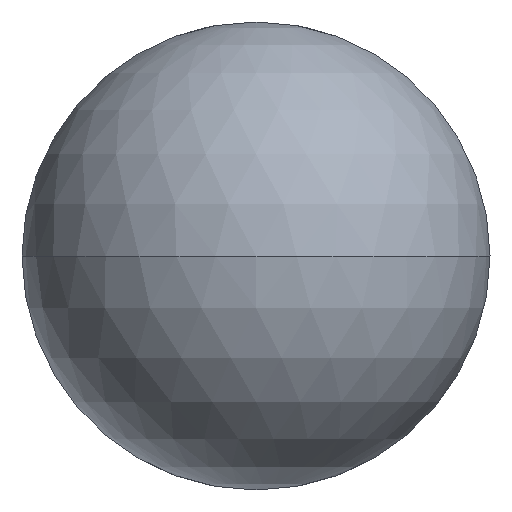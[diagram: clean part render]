
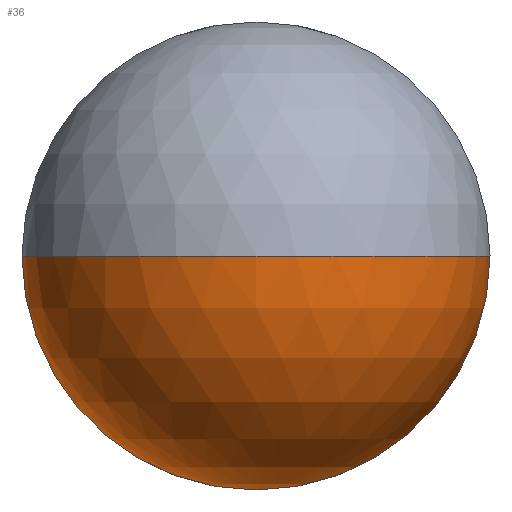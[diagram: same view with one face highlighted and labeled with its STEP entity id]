
A CAD part, front view. The second image highlights one B-rep face of the part: STEP entity #36.
In plain terms, the highlighted spherical face has radius 1.587 mm.
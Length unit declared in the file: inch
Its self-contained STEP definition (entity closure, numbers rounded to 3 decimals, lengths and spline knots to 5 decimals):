
#1 = DIRECTION ( 'NONE',  ( 0., 0., -1. ) ) ;
#5 = DIRECTION ( 'NONE',  ( 0., 0., -1. ) ) ;
#24 = CIRCLE ( 'NONE', #327, 0.0625 ) ;
#27 = EDGE_CURVE ( 'NONE', #60, #147, #248, .T. ) ;
#36 = ADVANCED_FACE ( 'NONE', ( #80 ), #375, .T. ) ;
#38 = DIRECTION ( 'NONE',  ( 0., 0., -1. ) ) ;
#44 = DIRECTION ( 'NONE',  ( 0., -1., 0. ) ) ;
#48 = AXIS2_PLACEMENT_3D ( 'NONE', #92, #1, #459 ) ;
#57 = ORIENTED_EDGE ( 'NONE', *, *, #391, .F. ) ;
#60 = VERTEX_POINT ( 'NONE', #89 ) ;
#63 = ORIENTED_EDGE ( 'NONE', *, *, #27, .T. ) ;
#77 = CIRCLE ( 'NONE', #262, 0.0625 ) ;
#80 = FACE_OUTER_BOUND ( 'NONE', #305, .T. ) ;
#89 = CARTESIAN_POINT ( 'NONE',  ( 0.0625, 0.0625, 0. ) ) ;
#92 = CARTESIAN_POINT ( 'NONE',  ( 0., 0.0625, 0. ) ) ;
#147 = VERTEX_POINT ( 'NONE', #492 ) ;
#162 = DIRECTION ( 'NONE',  ( -1., 0., 0. ) ) ;
#163 = CARTESIAN_POINT ( 'NONE',  ( 0., 0.0625, 0. ) ) ;
#167 = AXIS2_PLACEMENT_3D ( 'NONE', #204, #38, #162 ) ;
#179 = EDGE_CURVE ( 'NONE', #236, #443, #298, .T. ) ;
#186 = AXIS2_PLACEMENT_3D ( 'NONE', #463, #200, #365 ) ;
#200 = DIRECTION ( 'NONE',  ( 0., -1., 0. ) ) ;
#204 = CARTESIAN_POINT ( 'NONE',  ( 0., 0.0625, 0. ) ) ;
#236 = VERTEX_POINT ( 'NONE', #362 ) ;
#243 = DIRECTION ( 'NONE',  ( 0., 0., 1. ) ) ;
#246 = CARTESIAN_POINT ( 'NONE',  ( 0., 0.0625, -0.0625 ) ) ;
#247 = DIRECTION ( 'NONE',  ( 1., 0., 0. ) ) ;
#248 = CIRCLE ( 'NONE', #48, 0.0625 ) ;
#262 = AXIS2_PLACEMENT_3D ( 'NONE', #422, #44, #5 ) ;
#298 = CIRCLE ( 'NONE', #186, 0.0625 ) ;
#305 = EDGE_LOOP ( 'NONE', ( #360, #493, #63, #57 ) ) ;
#327 = AXIS2_PLACEMENT_3D ( 'NONE', #163, #243, #247 ) ;
#360 = ORIENTED_EDGE ( 'NONE', *, *, #179, .T. ) ;
#362 = CARTESIAN_POINT ( 'NONE',  ( -0.0625, 0.0625, 0. ) ) ;
#365 = DIRECTION ( 'NONE',  ( 0., 0., -1. ) ) ;
#375 = SPHERICAL_SURFACE ( 'NONE', #167, 0.0625 ) ;
#383 = EDGE_CURVE ( 'NONE', #443, #60, #77, .T. ) ;
#391 = EDGE_CURVE ( 'NONE', #236, #147, #24, .T. ) ;
#422 = CARTESIAN_POINT ( 'NONE',  ( 0., 0.0625, 0. ) ) ;
#443 = VERTEX_POINT ( 'NONE', #246 ) ;
#459 = DIRECTION ( 'NONE',  ( -1., 0., 0. ) ) ;
#463 = CARTESIAN_POINT ( 'NONE',  ( 0., 0.0625, 0. ) ) ;
#492 = CARTESIAN_POINT ( 'NONE',  ( 0., 0., 0. ) ) ;
#493 = ORIENTED_EDGE ( 'NONE', *, *, #383, .T. ) ;
